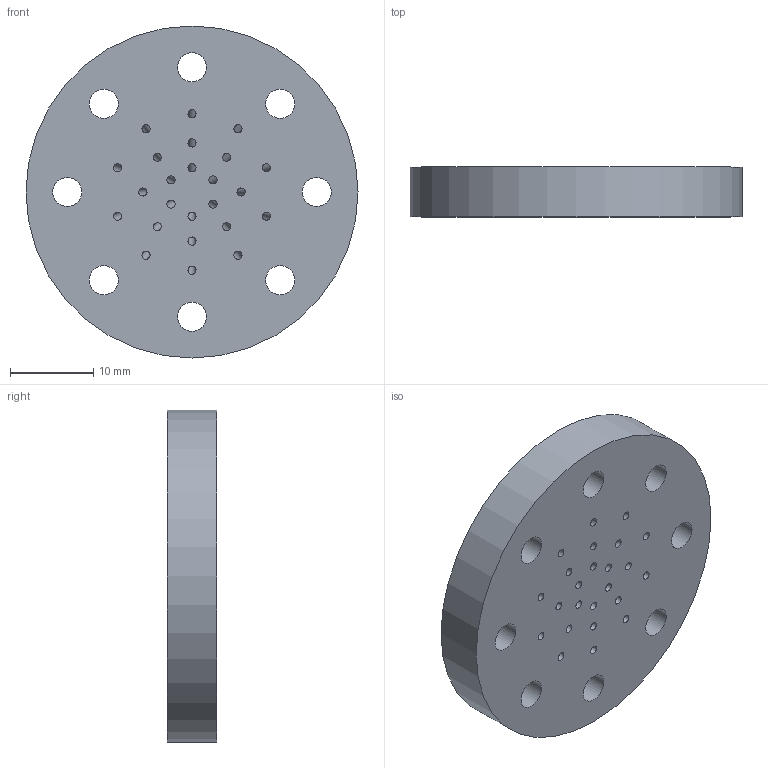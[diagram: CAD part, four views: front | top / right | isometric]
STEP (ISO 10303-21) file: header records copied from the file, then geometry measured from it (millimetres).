
FILE_DESCRIPTION(/* description */ (''),/* implementation_level */ '2;1');
FILE_NAME(/* name */ 'Injecteur.step',/* time_stamp */ '2023-08-07T15:11:32+02:00',/* author */ (''),/* organization */ (''),/* preprocessor_version */ 'ST-DEVELOPER v20',/* originating_system */ 'Autodesk Translation Framework v12.9.0.99',/* authorisation */ '');
FILE_SCHEMA (('AUTOMOTIVE_DESIGN { 1 0 10303 214 3 1 1 }'));
Length unit declared in the file: millimetre
Products named in the file (1): FusionComponent
Bounding box: 40 x 6 x 40 mm (x, y, z)
Volume: 6968.8 mm3; surface area: 4057.1 mm2
Topology: 1 solids, 1 shells, 35 faces, 99 edges, 66 vertices
Faces by surface type: cylinder 33, plane 2
Full cylindrical faces by diameter (mm): 0.966 x24, 3.5 x8, 40 x1
Entity records: 1340 total; most frequent: DIRECTION 237, CARTESIAN_POINT 201, ORIENTED_EDGE 198, AXIS2_PLACEMENT_3D 102, EDGE_LOOP 99, EDGE_CURVE 99, VERTEX_POINT 66, FACE_BOUND 64
